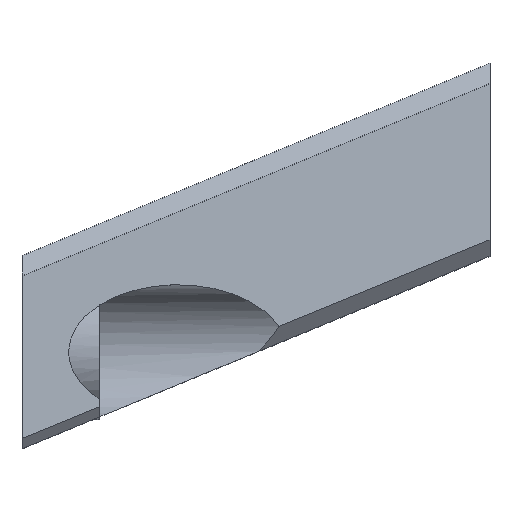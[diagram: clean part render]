
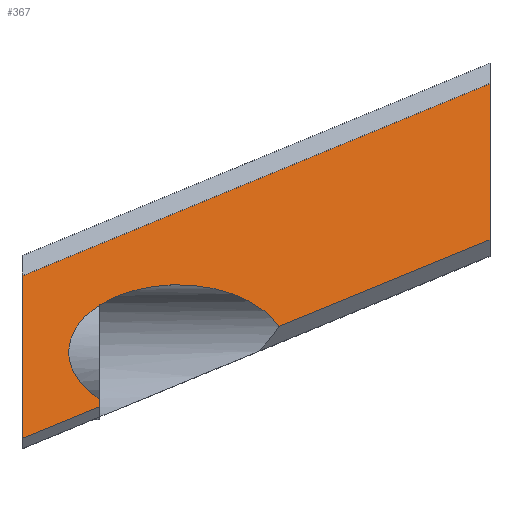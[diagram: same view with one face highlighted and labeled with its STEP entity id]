
A CAD part, top view. The second image highlights one B-rep face of the part: STEP entity #367.
In plain terms, the highlighted planar face has unit normal (0.526, 0, 0.851).
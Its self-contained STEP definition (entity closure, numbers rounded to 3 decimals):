
#18=ELLIPSE('',#414,6.653,3.5);
#19=ELLIPSE('',#415,6.653,3.5);
#31=PLANE('',#413);
#53=FACE_OUTER_BOUND('',#76,.T.);
#76=EDGE_LOOP('',(#307,#308,#309,#310,#311,#312,#313,#314));
#90=LINE('',#562,#125);
#97=LINE('',#580,#132);
#105=LINE('',#607,#140);
#114=LINE('',#621,#149);
#115=LINE('',#623,#150);
#116=LINE('',#627,#151);
#125=VECTOR('',#452,10.);
#132=VECTOR('',#465,10.);
#140=VECTOR('',#489,10.);
#149=VECTOR('',#502,10.);
#150=VECTOR('',#505,10.);
#151=VECTOR('',#510,10.);
#169=VERTEX_POINT('',#552);
#172=VERTEX_POINT('',#558);
#173=VERTEX_POINT('',#560);
#180=VERTEX_POINT('',#577);
#181=VERTEX_POINT('',#579);
#191=VERTEX_POINT('',#604);
#192=VERTEX_POINT('',#606);
#196=VERTEX_POINT('',#625);
#208=EDGE_CURVE('',#169,#173,#90,.T.);
#216=EDGE_CURVE('',#180,#181,#97,.T.);
#229=EDGE_CURVE('',#192,#191,#105,.T.);
#238=EDGE_CURVE('',#181,#191,#114,.T.);
#239=EDGE_CURVE('',#169,#180,#115,.T.);
#240=EDGE_CURVE('',#173,#172,#18,.T.);
#241=EDGE_CURVE('',#172,#196,#19,.T.);
#242=EDGE_CURVE('',#192,#196,#116,.T.);
#307=ORIENTED_EDGE('',*,*,#238,.F.);
#308=ORIENTED_EDGE('',*,*,#216,.F.);
#309=ORIENTED_EDGE('',*,*,#239,.F.);
#310=ORIENTED_EDGE('',*,*,#208,.T.);
#311=ORIENTED_EDGE('',*,*,#240,.T.);
#312=ORIENTED_EDGE('',*,*,#241,.T.);
#313=ORIENTED_EDGE('',*,*,#242,.F.);
#314=ORIENTED_EDGE('',*,*,#229,.T.);
#367=ADVANCED_FACE('',(#53),#31,.F.);
#413=AXIS2_PLACEMENT_3D('',#622,#503,#504);
#414=AXIS2_PLACEMENT_3D('',#624,#506,#507);
#415=AXIS2_PLACEMENT_3D('',#626,#508,#509);
#452=DIRECTION('',(0.,1.,0.));
#465=DIRECTION('',(0.,1.,0.));
#489=DIRECTION('',(0.,1.,0.));
#502=DIRECTION('',(0.803,0.331,-0.496));
#503=DIRECTION('center_axis',(-0.526,0.,-0.85));
#504=DIRECTION('ref_axis',(-0.85,0.,0.526));
#505=DIRECTION('',(-0.803,-0.331,0.496));
#506=DIRECTION('center_axis',(-0.526,0.,-0.85));
#507=DIRECTION('ref_axis',(-0.85,0.,0.526));
#508=DIRECTION('center_axis',(-0.526,0.,-0.85));
#509=DIRECTION('ref_axis',(-0.85,0.,0.526));
#510=DIRECTION('',(-0.803,-0.331,0.496));
#552=CARTESIAN_POINT('',(-20.25,-12.821,17.526));
#558=CARTESIAN_POINT('',(-20.25,-7.577,17.526));
#560=CARTESIAN_POINT('',(-20.25,-12.423,17.526));
#562=CARTESIAN_POINT('',(-20.25,-14.397,17.526));
#577=CARTESIAN_POINT('',(-24.25,-14.47,20.));
#579=CARTESIAN_POINT('',(-24.25,-6.06,20.));
#580=CARTESIAN_POINT('',(-24.25,-15.,20.));
#604=CARTESIAN_POINT('',(0.,3.94,5.));
#606=CARTESIAN_POINT('',(0.,-4.152,5.));
#607=CARTESIAN_POINT('',(0.,5.,5.));
#621=CARTESIAN_POINT('',(-25.296,-6.491,20.647));
#622=CARTESIAN_POINT('Origin',(-24.25,-15.,20.));
#623=CARTESIAN_POINT('',(-22.399,-13.707,18.855));
#624=CARTESIAN_POINT('Origin',(-16.167,-10.,15.));
#625=CARTESIAN_POINT('',(-10.938,-8.663,11.766));
#626=CARTESIAN_POINT('Origin',(-16.167,-10.,15.));
#627=CARTESIAN_POINT('',(-22.483,-13.424,18.907));
